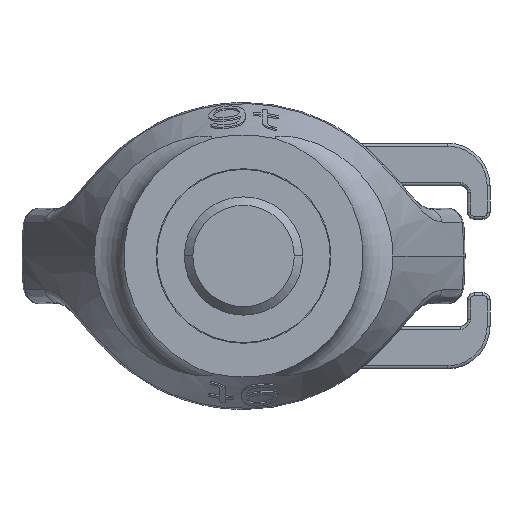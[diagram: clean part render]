
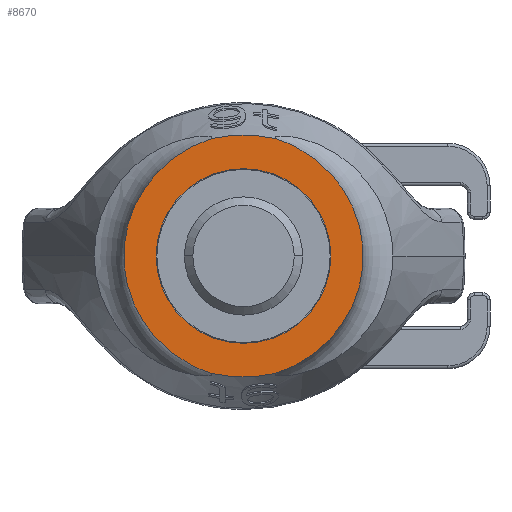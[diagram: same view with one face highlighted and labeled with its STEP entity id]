
A CAD part, front view. The second image highlights one B-rep face of the part: STEP entity #8670.
In plain terms, the highlighted planar face has unit normal (0, -1, 0).
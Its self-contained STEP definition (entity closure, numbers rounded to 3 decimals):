
#1584=CARTESIAN_POINT('',(11.402,0.,-41.687));
#1585=CARTESIAN_POINT('',(12.773,0.,-41.245));
#1586=CARTESIAN_POINT('',(15.452,0.,-40.242));
#1587=CARTESIAN_POINT('',(19.297,0.,-38.384));
#1588=CARTESIAN_POINT('',(22.925,0.,-36.197));
#1589=CARTESIAN_POINT('',(26.309,0.,-33.703));
#1590=CARTESIAN_POINT('',(29.425,0.,-30.928));
#1591=CARTESIAN_POINT('',(32.248,0.,-27.898));
#1592=CARTESIAN_POINT('',(34.76,0.,-24.641));
#1593=CARTESIAN_POINT('',(36.942,0.,-21.186));
#1594=CARTESIAN_POINT('',(38.782,0.,-17.564));
#1595=CARTESIAN_POINT('',(40.267,0.,-13.804));
#1596=CARTESIAN_POINT('',(41.388,0.,-9.936));
#1597=CARTESIAN_POINT('',(42.139,0.,-5.992));
#1598=CARTESIAN_POINT('',(42.516,0.,-2.003));
#1599=CARTESIAN_POINT('',(42.516,0.,2.003));
#1600=CARTESIAN_POINT('',(42.139,0.,5.992));
#1601=CARTESIAN_POINT('',(41.388,0.,9.936));
#1602=CARTESIAN_POINT('',(40.267,0.,13.804));
#1603=CARTESIAN_POINT('',(38.782,0.,17.564));
#1604=CARTESIAN_POINT('',(36.942,0.,21.186));
#1605=CARTESIAN_POINT('',(34.76,0.,24.641));
#1606=CARTESIAN_POINT('',(32.248,0.,27.898));
#1607=CARTESIAN_POINT('',(29.425,0.,30.928));
#1608=CARTESIAN_POINT('',(26.309,0.,33.703));
#1609=CARTESIAN_POINT('',(22.925,0.,36.197));
#1610=CARTESIAN_POINT('',(19.297,0.,38.384));
#1611=CARTESIAN_POINT('',(15.452,0.,40.242));
#1612=CARTESIAN_POINT('',(12.773,0.,41.245));
#1613=CARTESIAN_POINT('',(11.402,0.,41.687));
#1615=CARTESIAN_POINT('',(11.402,0.,-41.687));
#1616=CARTESIAN_POINT('',(10.63,0.,-41.868));
#1617=CARTESIAN_POINT('',(6.883,0.,-42.65));
#1618=CARTESIAN_POINT('',(0.,0.,-43.277));
#1619=CARTESIAN_POINT('',(-6.883,0.,-42.65));
#1620=CARTESIAN_POINT('',(-10.63,0.,-41.868));
#1621=CARTESIAN_POINT('',(-11.402,0.,-41.687));
#1623=CARTESIAN_POINT('',(11.402,0.,41.687));
#1624=CARTESIAN_POINT('',(10.63,0.,41.868));
#1625=CARTESIAN_POINT('',(6.883,0.,42.65));
#1626=CARTESIAN_POINT('',(0.,0.,43.277));
#1627=CARTESIAN_POINT('',(-6.883,0.,42.65));
#1628=CARTESIAN_POINT('',(-10.63,0.,41.868));
#1629=CARTESIAN_POINT('',(-11.402,0.,41.687));
#1631=CARTESIAN_POINT('',(0.,0.,0.));
#1632=DIRECTION('',(0.,-1.,0.));
#1633=DIRECTION('',(1.,0.,0.));
#1634=AXIS2_PLACEMENT_3D('',#1631,#1632,#1633);
#1636=CARTESIAN_POINT('',(0.,0.,0.));
#1637=DIRECTION('',(0.,-1.,0.));
#1638=DIRECTION('',(-1.,0.,0.));
#1639=AXIS2_PLACEMENT_3D('',#1636,#1637,#1638);
#1641=CARTESIAN_POINT('',(-11.402,0.,41.687));
#1642=CARTESIAN_POINT('',(-12.773,0.,41.245));
#1643=CARTESIAN_POINT('',(-15.452,0.,40.242));
#1644=CARTESIAN_POINT('',(-19.297,0.,38.384));
#1645=CARTESIAN_POINT('',(-22.925,0.,36.197));
#1646=CARTESIAN_POINT('',(-26.309,0.,33.703));
#1647=CARTESIAN_POINT('',(-29.425,0.,30.928));
#1648=CARTESIAN_POINT('',(-32.248,0.,27.898));
#1649=CARTESIAN_POINT('',(-34.76,0.,24.641));
#1650=CARTESIAN_POINT('',(-36.942,0.,21.186));
#1651=CARTESIAN_POINT('',(-38.782,0.,17.564));
#1652=CARTESIAN_POINT('',(-40.267,0.,13.804));
#1653=CARTESIAN_POINT('',(-41.388,0.,9.936));
#1654=CARTESIAN_POINT('',(-42.139,0.,5.992));
#1655=CARTESIAN_POINT('',(-42.516,0.,2.003));
#1656=CARTESIAN_POINT('',(-42.516,0.,-2.003));
#1657=CARTESIAN_POINT('',(-42.139,0.,-5.992));
#1658=CARTESIAN_POINT('',(-41.388,0.,-9.936));
#1659=CARTESIAN_POINT('',(-40.267,0.,-13.804));
#1660=CARTESIAN_POINT('',(-38.782,0.,-17.564));
#1661=CARTESIAN_POINT('',(-36.942,0.,-21.186));
#1662=CARTESIAN_POINT('',(-34.76,0.,-24.641));
#1663=CARTESIAN_POINT('',(-32.248,0.,-27.898));
#1664=CARTESIAN_POINT('',(-29.425,0.,-30.928));
#1665=CARTESIAN_POINT('',(-26.309,0.,-33.703));
#1666=CARTESIAN_POINT('',(-22.925,0.,-36.197));
#1667=CARTESIAN_POINT('',(-19.297,0.,-38.384));
#1668=CARTESIAN_POINT('',(-15.452,0.,-40.242));
#1669=CARTESIAN_POINT('',(-12.773,0.,-41.245));
#1670=CARTESIAN_POINT('',(-11.402,0.,-41.687));
#6555=CARTESIAN_POINT('',(31.,0.,0.));
#6556=CARTESIAN_POINT('',(-31.,0.,0.));
#6557=VERTEX_POINT('',#6555);
#6558=VERTEX_POINT('',#6556);
#6921=VERTEX_POINT('',#1623);
#6922=VERTEX_POINT('',#1629);
#6937=VERTEX_POINT('',#1615);
#6938=VERTEX_POINT('',#1621);
#8652=CARTESIAN_POINT('',(-46.527,0.,0.));
#8653=DIRECTION('',(0.,-1.,0.));
#8654=DIRECTION('',(1.,0.,0.));
#8655=AXIS2_PLACEMENT_3D('',#8652,#8653,#8654);
#8656=PLANE('',#8655);
#8657=ORIENTED_EDGE('',*,*,#8645,.F.);
#8658=ORIENTED_EDGE('',*,*,#7952,.T.);
#8660=ORIENTED_EDGE('',*,*,#8659,.F.);
#8661=ORIENTED_EDGE('',*,*,#8345,.F.);
#8662=EDGE_LOOP('',(#8657,#8658,#8660,#8661));
#8663=FACE_OUTER_BOUND('',#8662,.F.);
#8665=ORIENTED_EDGE('',*,*,#8664,.T.);
#8667=ORIENTED_EDGE('',*,*,#8666,.T.);
#8668=EDGE_LOOP('',(#8665,#8667));
#8669=FACE_BOUND('',#8668,.F.);
#8670=ADVANCED_FACE('',(#8663,#8669),#8656,.T.);
#1614=B_SPLINE_CURVE_WITH_KNOTS('',3,(#1584,#1585,#1586,#1587,#1588,#1589,#1590,
#1591,#1592,#1593,#1594,#1595,#1596,#1597,#1598,#1599,#1600,#1601,#1602,#1603,
#1604,#1605,#1606,#1607,#1608,#1609,#1610,#1611,#1612,#1613),.UNSPECIFIED.,.F.,
.F.,(4,1,1,1,1,1,1,1,1,1,1,1,1,1,1,1,1,1,1,1,1,1,1,1,1,1,1,4),(0.,
0.037,0.074,0.111,0.148,
0.185,0.222,0.259,0.296,
0.333,0.37,0.407,0.444,
0.481,0.519,0.556,0.593,
0.63,0.667,0.704,0.741,
0.778,0.815,0.852,0.889,
0.926,0.963,1.),.UNSPECIFIED.);
#1622=B_SPLINE_CURVE_WITH_KNOTS('',3,(#1615,#1616,#1617,#1618,#1619,#1620,
#1621),.UNSPECIFIED.,.F.,.F.,(4,1,1,1,4),(0.,0.104,0.5,
0.896,1.),.UNSPECIFIED.);
#1630=B_SPLINE_CURVE_WITH_KNOTS('',3,(#1623,#1624,#1625,#1626,#1627,#1628,
#1629),.UNSPECIFIED.,.F.,.F.,(4,1,1,1,4),(0.,0.104,0.5,
0.896,1.),.UNSPECIFIED.);
#1635=CIRCLE('',#1634,31.);
#1640=CIRCLE('',#1639,31.);
#1671=B_SPLINE_CURVE_WITH_KNOTS('',3,(#1641,#1642,#1643,#1644,#1645,#1646,#1647,
#1648,#1649,#1650,#1651,#1652,#1653,#1654,#1655,#1656,#1657,#1658,#1659,#1660,
#1661,#1662,#1663,#1664,#1665,#1666,#1667,#1668,#1669,#1670),.UNSPECIFIED.,.F.,
.F.,(4,1,1,1,1,1,1,1,1,1,1,1,1,1,1,1,1,1,1,1,1,1,1,1,1,1,1,4),(0.,
0.037,0.074,0.111,0.148,
0.185,0.222,0.259,0.296,
0.333,0.37,0.407,0.444,
0.481,0.519,0.556,0.593,
0.63,0.667,0.704,0.741,
0.778,0.815,0.852,0.889,
0.926,0.963,1.),.UNSPECIFIED.);
#7952=EDGE_CURVE('',#6937,#6938,#1622,.T.);
#8345=EDGE_CURVE('',#6921,#6922,#1630,.T.);
#8645=EDGE_CURVE('',#6937,#6921,#1614,.T.);
#8659=EDGE_CURVE('',#6922,#6938,#1671,.T.);
#8664=EDGE_CURVE('',#6557,#6558,#1635,.T.);
#8666=EDGE_CURVE('',#6558,#6557,#1640,.T.);
